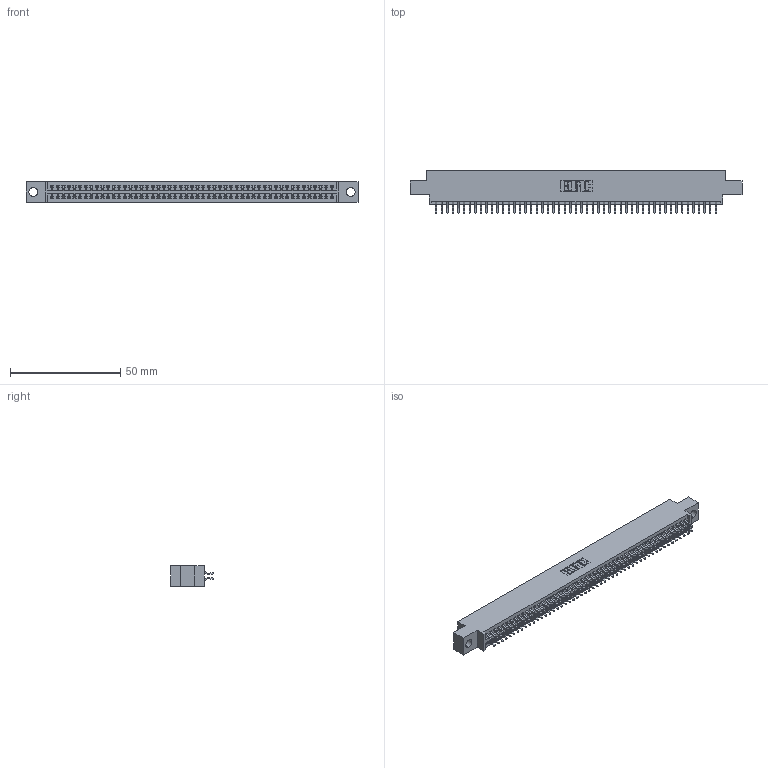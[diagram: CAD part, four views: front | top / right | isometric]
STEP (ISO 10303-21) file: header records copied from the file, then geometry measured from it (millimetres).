
FILE_DESCRIPTION (( 'STEP AP203' ), '1' );
FILE_NAME ('395-102-556-804.STEP', '2018-11-30T09:24:52', ( '' ), ( '' ), 'SwSTEP 2.0', 'SolidWorks 2016', '' );
FILE_SCHEMA (( 'CONFIG_CONTROL_DESIGN' ));
Length unit declared in the file: inch
Products named in the file (3): 345-292-001_556 Tail; 395-102-556-804; 345 Part_0.170 Offset - 0.156 Dia-TH
Assembly tree (103 placements, depth 2):
  395-102-556-804
    345 Part_0.170 Offset - 0.156 Dia-TH
    345-292-001_556 Tail  x102
Bounding box: 150.75 x 19.24 x 9.4 mm (x, y, z)
Volume: 14522.2 mm3; surface area: 21509.9 mm2
Topology: 103 solids, 103 shells, 5842 faces, 17387 edges, 11454 vertices
Faces by surface type: plane 3858, cylinder 1984
Entity records: 39159 total; most frequent: CARTESIAN_POINT 6572, ORIENTED_EDGE 6494, DIRECTION 5771, EDGE_CURVE 3247, LINE 2903, VECTOR 2903, VERTEX_POINT 2162, AXIS2_PLACEMENT_3D 1434
